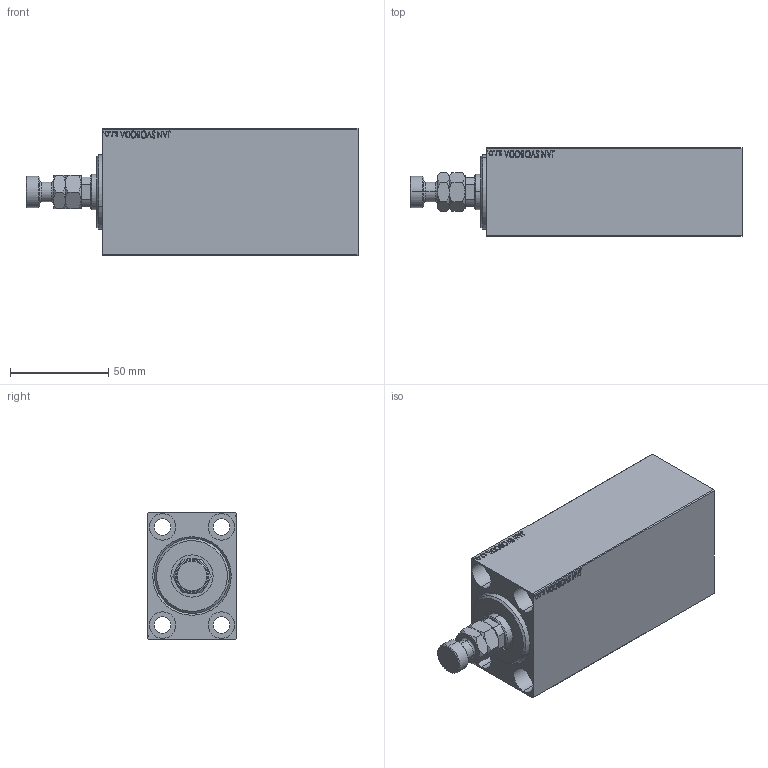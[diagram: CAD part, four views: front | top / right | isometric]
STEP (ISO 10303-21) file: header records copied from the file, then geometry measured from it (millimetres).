
FILE_DESCRIPTION (( 'STEP AP203' ), '1' );
FILE_NAME ('d588.STEP', '2024-02-12T11:55:58', ( '' ), ( '' ), 'SwSTEP 2.0', 'SolidWorks 2019', '' );
FILE_SCHEMA (( 'CONFIG_CONTROL_DESIGN' ));
Length unit declared in the file: millimetre
Products named in the file (5): V450CM_C_Body f98aa2fe8dad6132bab159709173420c; V450CM_VC_B f98aa2fe8dad6132bab159709173420c; d588; MFA f98aa2fe8dad6132bab159709173420c; V450CM_C_VCP f98aa2fe8dad6132bab159709173420c
Assembly tree (4 placements, depth 2):
  d588
    V450CM_C_Body f98aa2fe8dad6132bab159709173420c
    V450CM_C_VCP f98aa2fe8dad6132bab159709173420c
    V450CM_VC_B f98aa2fe8dad6132bab159709173420c
    MFA f98aa2fe8dad6132bab159709173420c
Bounding box: 169 x 45 x 65 mm (x, y, z)
Volume: 330576.2 mm3; surface area: 78135.6 mm2
Topology: 4 solids, 4 shells, 910 faces, 2310 edges, 1519 vertices
Faces by surface type: plane 424, bspline 380, cylinder 60, cone 42, torus 4
Entity records: 45485 total; most frequent: CARTESIAN_POINT 25556, ORIENTED_EDGE 4616, DIRECTION 2740, EDGE_CURVE 2308, VERTEX_POINT 1519, LINE 1318, VECTOR 1318, EDGE_LOOP 1037
